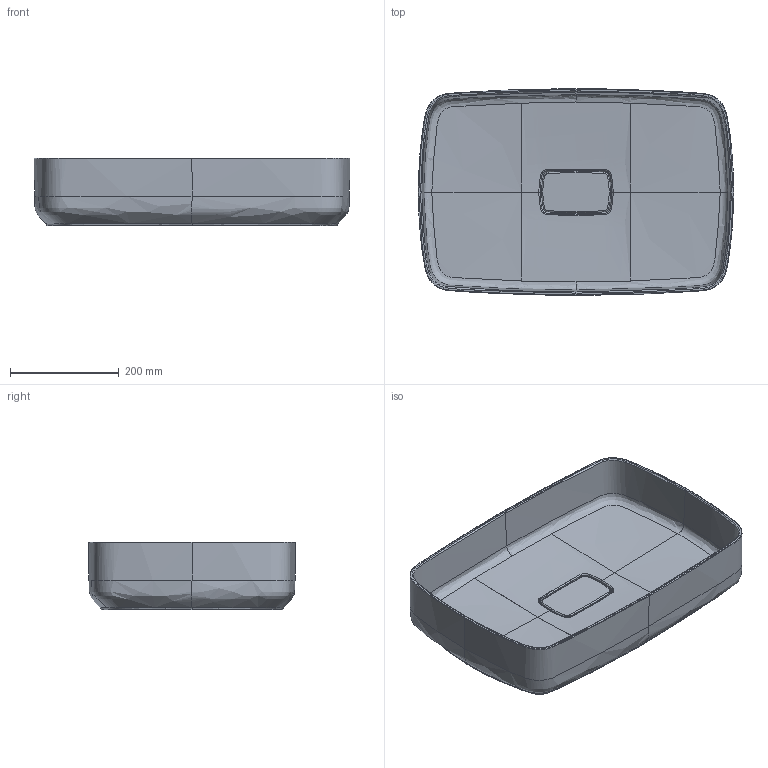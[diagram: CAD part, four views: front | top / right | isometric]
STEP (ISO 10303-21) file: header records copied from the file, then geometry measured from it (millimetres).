
FILE_DESCRIPTION(/* description */ (''),/* implementation_level */ '2;1');
FILE_NAME(/* name */ '20-099_C01328A.stp',/* time_stamp */ '2022-06-20T08:39:33+02:00',/* author */ (''),/* organization */ (''),/* preprocessor_version */ 'ST-DEVELOPER v18.101',/* originating_system */ 'SIEMENS PLM Software NX 2008',/* authorisation */ '');
FILE_SCHEMA (('AUTOMOTIVE_DESIGN { 1 0 10303 214 3 1 1 1 }'));
Products named in the file (1): 20-099_C01328A_LavelloSIX_0580x0380_objects
Bounding box: 580 x 380 x 125 mm (x, y, z)
Volume: 4440067.2 mm3; surface area: 799467.9 mm2
Topology: 2 solids, 2 shells, 192 faces, 425 edges, 246 vertices
Faces by surface type: bspline 140, extrusion 16, plane 13, cone 10, torus 8, cylinder 5
Full cylindrical faces by diameter (mm): 12.5 x4, 46 x1
Entity records: 56504 total; most frequent: CARTESIAN_POINT 53497, ORIENTED_EDGE 782, EDGE_CURVE 391, B_SPLINE_CURVE_WITH_KNOTS 317, DIRECTION 242, VERTEX_POINT 235, EDGE_LOOP 226, ADVANCED_FACE 192
